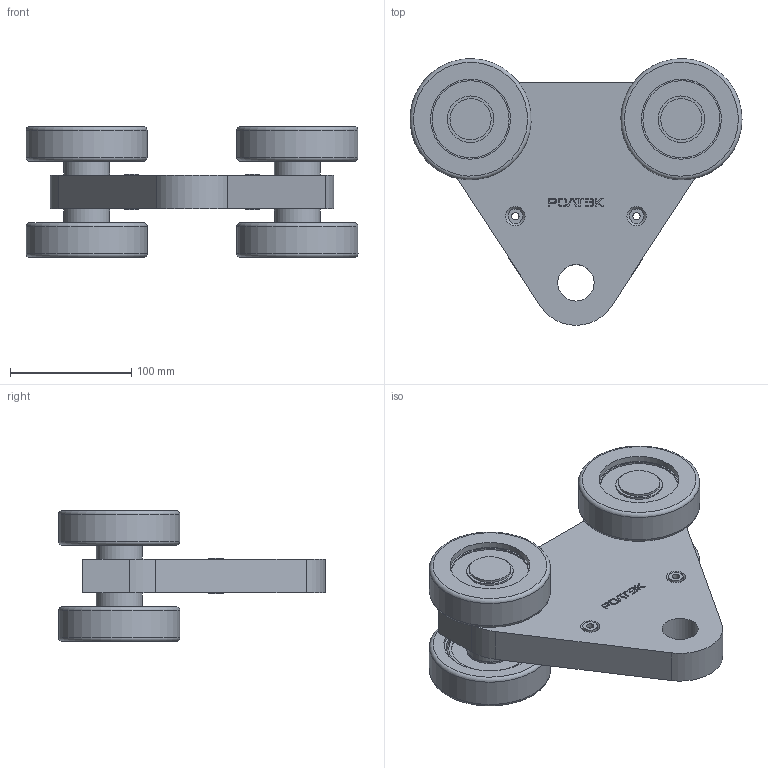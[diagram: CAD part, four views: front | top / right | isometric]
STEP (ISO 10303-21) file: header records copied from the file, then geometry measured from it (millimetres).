
FILE_DESCRIPTION(('STEP AP203'), '1');
FILE_NAME('213.RC135 Òåëåæêà RC135 ñ îòâåðñòèåì çàêðóãëåííàÿ', '', ('UNSPECIFIED'), ('UNSPECIFIED'), 'ASCON STEP Converter 1.3', 'ASCON Math Kernel', '');
FILE_SCHEMA(('CONFIG_CONTROL_DESIGN'));
Length unit declared in the file: millimetre
Products named in the file (1): 213.RC135
Bounding box: 273.96 x 220 x 108 mm (x, y, z)
Volume: 1667811.7 mm3; surface area: 197974.4 mm2
Topology: 1 solids, 1 shells, 365 faces, 899 edges, 596 vertices
Faces by surface type: plane 181, cylinder 166, torus 14, cone 4
Full cylindrical faces by diameter (mm): 6 x2, 12 x4, 19 x2, 30 x3, 34 x2, 38 x4, 38.4 x8, 63.6 x8, 66 x4, 72 x4, 76 x4, 100 x4
Entity records: 13532 total; most frequent: DIRECTION 1922, CARTESIAN_POINT 1794, ORIENTED_EDGE 1664, EDGE_CURVE 832, AXIS2_PLACEMENT_3D 724, VERTEX_POINT 596, EDGE_LOOP 498, LINE 474
